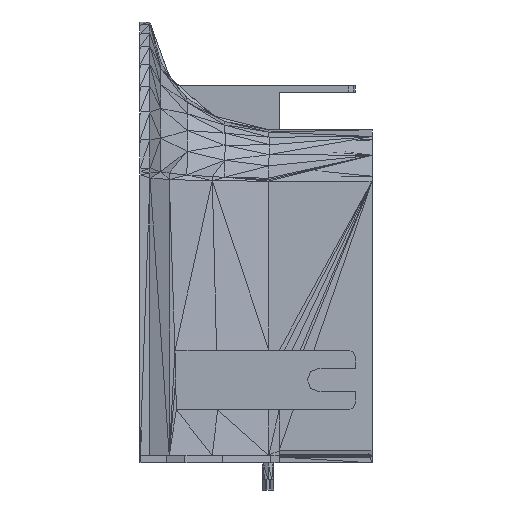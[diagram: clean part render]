
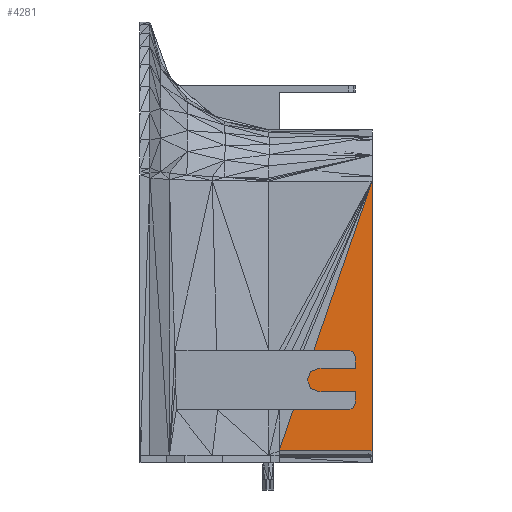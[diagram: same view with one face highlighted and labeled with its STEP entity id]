
A CAD part, left-side view. The second image highlights one B-rep face of the part: STEP entity #4281.
In plain terms, the highlighted planar face has unit normal (-1, 0, 0.03).
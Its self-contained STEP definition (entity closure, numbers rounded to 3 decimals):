
#2218 = PLANE('',#2219);
#2219 = AXIS2_PLACEMENT_3D('',#2220,#2221,#2222);
#2220 = CARTESIAN_POINT('',(-60.001,0.,32.766));
#2221 = DIRECTION('',(-0.,-1.,-0.));
#2222 = DIRECTION('',(0.,0.,-1.));
#4281 = ADVANCED_FACE('',(#4282),#4296,.T.);
#4282 = FACE_BOUND('',#4283,.T.);
#4283 = EDGE_LOOP('',(#4284,#4319,#4347));
#4284 = ORIENTED_EDGE('',*,*,#4285,.T.);
#4285 = EDGE_CURVE('',#4286,#4288,#4290,.T.);
#4286 = VERTEX_POINT('',#4287);
#4287 = CARTESIAN_POINT('',(-180.21,0.,41.528));
#4288 = VERTEX_POINT('',#4289);
#4289 = CARTESIAN_POINT('',(-182.64,28.,-39.766));
#4290 = SURFACE_CURVE('',#4291,(#4295,#4307),.PCURVE_S1.);
#4291 = LINE('',#4292,#4293);
#4292 = CARTESIAN_POINT('',(-180.21,0.,41.528));
#4293 = VECTOR('',#4294,1.);
#4294 = DIRECTION('',(-0.028,0.326,-0.945
    ));
#4295 = PCURVE('',#4296,#4301);
#4296 = PLANE('',#4297);
#4297 = AXIS2_PLACEMENT_3D('',#4298,#4299,#4300);
#4298 = CARTESIAN_POINT('',(-181.599,8.171,
    -4.945));
#4299 = DIRECTION('',(-1.,0.,
    0.03));
#4300 = DIRECTION('',(-0.03,0.,-1.));
#4301 = DEFINITIONAL_REPRESENTATION('',(#4302),#4306);
#4302 = LINE('',#4303,#4304);
#4303 = CARTESIAN_POINT('',(-46.494,8.171));
#4304 = VECTOR('',#4305,1.);
#4305 = DIRECTION('',(0.946,-0.326));
#4306 = ( GEOMETRIC_REPRESENTATION_CONTEXT(2) 
PARAMETRIC_REPRESENTATION_CONTEXT() REPRESENTATION_CONTEXT('2D SPACE',''
  ) );
#4307 = PCURVE('',#4308,#4313);
#4308 = PLANE('',#4309);
#4309 = AXIS2_PLACEMENT_3D('',#4310,#4311,#4312);
#4310 = CARTESIAN_POINT('',(-181.419,14.998,
    1.076));
#4311 = DIRECTION('',(-1.,0.,
    0.03));
#4312 = DIRECTION('',(-0.03,0.,-1.));
#4313 = DEFINITIONAL_REPRESENTATION('',(#4314),#4318);
#4314 = LINE('',#4315,#4316);
#4315 = CARTESIAN_POINT('',(-40.47,14.998));
#4316 = VECTOR('',#4317,1.);
#4317 = DIRECTION('',(0.946,-0.326));
#4318 = ( GEOMETRIC_REPRESENTATION_CONTEXT(2) 
PARAMETRIC_REPRESENTATION_CONTEXT() REPRESENTATION_CONTEXT('2D SPACE',''
  ) );
#4319 = ORIENTED_EDGE('',*,*,#4320,.T.);
#4320 = EDGE_CURVE('',#4288,#4321,#4323,.T.);
#4321 = VERTEX_POINT('',#4322);
#4322 = CARTESIAN_POINT('',(-182.64,0.,-39.766));
#4323 = SURFACE_CURVE('',#4324,(#4328,#4335),.PCURVE_S1.);
#4324 = LINE('',#4325,#4326);
#4325 = CARTESIAN_POINT('',(-182.64,28.,-39.766));
#4326 = VECTOR('',#4327,1.);
#4327 = DIRECTION('',(0.,-1.,0.));
#4328 = PCURVE('',#4296,#4329);
#4329 = DEFINITIONAL_REPRESENTATION('',(#4330),#4334);
#4330 = LINE('',#4331,#4332);
#4331 = CARTESIAN_POINT('',(34.836,-19.829));
#4332 = VECTOR('',#4333,1.);
#4333 = DIRECTION('',(0.,1.));
#4334 = ( GEOMETRIC_REPRESENTATION_CONTEXT(2) 
PARAMETRIC_REPRESENTATION_CONTEXT() REPRESENTATION_CONTEXT('2D SPACE',''
  ) );
#4335 = PCURVE('',#4336,#4341);
#4336 = PLANE('',#4337);
#4337 = AXIS2_PLACEMENT_3D('',#4338,#4339,#4340);
#4338 = CARTESIAN_POINT('',(-182.47,14.,-40.354));
#4339 = DIRECTION('',(-0.961,0.,-0.277
    ));
#4340 = DIRECTION('',(0.277,0.,-0.961));
#4341 = DEFINITIONAL_REPRESENTATION('',(#4342),#4346);
#4342 = LINE('',#4343,#4344);
#4343 = CARTESIAN_POINT('',(-0.612,-14.));
#4344 = VECTOR('',#4345,1.);
#4345 = DIRECTION('',(0.,1.));
#4346 = ( GEOMETRIC_REPRESENTATION_CONTEXT(2) 
PARAMETRIC_REPRESENTATION_CONTEXT() REPRESENTATION_CONTEXT('2D SPACE',''
  ) );
#4347 = ORIENTED_EDGE('',*,*,#4348,.F.);
#4348 = EDGE_CURVE('',#4286,#4321,#4349,.T.);
#4349 = SURFACE_CURVE('',#4350,(#4354,#4361),.PCURVE_S1.);
#4350 = LINE('',#4351,#4352);
#4351 = CARTESIAN_POINT('',(-180.21,0.,41.528));
#4352 = VECTOR('',#4353,1.);
#4353 = DIRECTION('',(-0.03,0.,-1.));
#4354 = PCURVE('',#4296,#4355);
#4355 = DEFINITIONAL_REPRESENTATION('',(#4356),#4360);
#4356 = LINE('',#4357,#4358);
#4357 = CARTESIAN_POINT('',(-46.494,8.171));
#4358 = VECTOR('',#4359,1.);
#4359 = DIRECTION('',(1.,0.));
#4360 = ( GEOMETRIC_REPRESENTATION_CONTEXT(2) 
PARAMETRIC_REPRESENTATION_CONTEXT() REPRESENTATION_CONTEXT('2D SPACE',''
  ) );
#4361 = PCURVE('',#2218,#4362);
#4362 = DEFINITIONAL_REPRESENTATION('',(#4363),#4367);
#4363 = LINE('',#4364,#4365);
#4364 = CARTESIAN_POINT('',(-8.762,-120.209));
#4365 = VECTOR('',#4366,1.);
#4366 = DIRECTION('',(1.,-0.03));
#4367 = ( GEOMETRIC_REPRESENTATION_CONTEXT(2) 
PARAMETRIC_REPRESENTATION_CONTEXT() REPRESENTATION_CONTEXT('2D SPACE',''
  ) );
